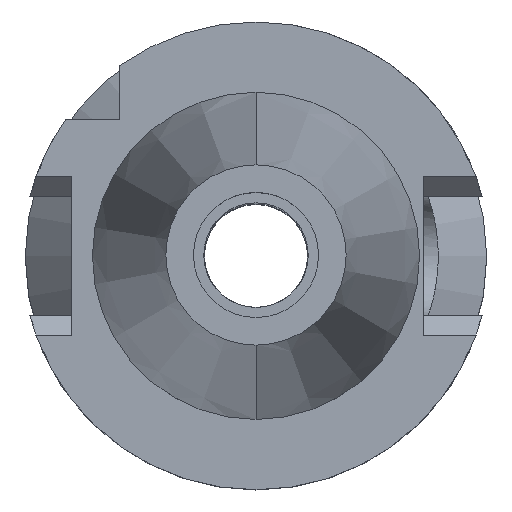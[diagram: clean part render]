
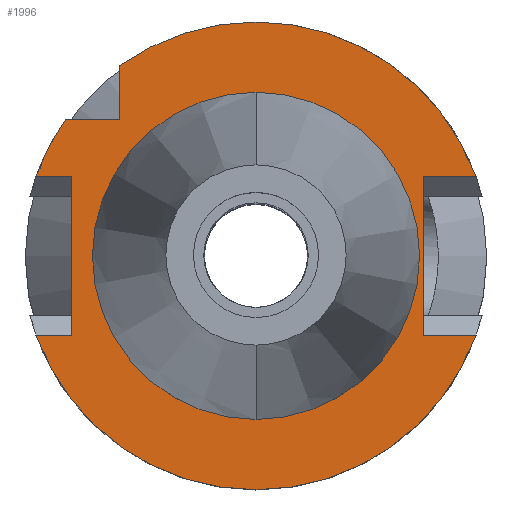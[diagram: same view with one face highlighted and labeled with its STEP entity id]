
A CAD part, top view. The second image highlights one B-rep face of the part: STEP entity #1996.
In plain terms, the highlighted planar face has unit normal (0, 0, 1).
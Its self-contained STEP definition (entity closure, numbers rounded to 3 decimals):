
#108=CARTESIAN_POINT('',(0.,0.,-1.));
#109=DIRECTION('',(0.,0.,-1.));
#110=DIRECTION('',(-0.582,0.813,0.));
#111=AXIS2_PLACEMENT_3D('',#108,#109,#110);
#116=CARTESIAN_POINT('',(0.,0.,-1.));
#117=DIRECTION('',(0.,0.,-1.));
#118=DIRECTION('',(0.,1.,0.));
#119=AXIS2_PLACEMENT_3D('',#116,#117,#118);
#124=DIRECTION('',(0.,-1.,0.));
#125=VECTOR('',#124,21.5);
#126=CARTESIAN_POINT('',(22.7,10.75,-1.));
#127=LINE('',#126,#125);
#131=DIRECTION('',(1.,0.,0.));
#132=VECTOR('',#131,7.201);
#133=CARTESIAN_POINT('',(22.7,-10.75,-1.));
#134=LINE('',#133,#132);
#138=CARTESIAN_POINT('',(0.,0.,-1.));
#139=DIRECTION('',(0.,0.,-1.));
#140=DIRECTION('',(0.941,-0.338,0.));
#141=AXIS2_PLACEMENT_3D('',#138,#139,#140);
#146=CARTESIAN_POINT('',(0.,0.,-1.));
#147=DIRECTION('',(0.,0.,-1.));
#148=DIRECTION('',(0.,-1.,0.));
#149=AXIS2_PLACEMENT_3D('',#146,#147,#148);
#154=DIRECTION('',(-1.,0.,0.));
#155=VECTOR('',#154,4.901);
#156=CARTESIAN_POINT('',(-25.,10.75,-1.));
#157=LINE('',#156,#155);
#161=CARTESIAN_POINT('',(0.,0.,-1.));
#162=DIRECTION('',(0.,0.,-1.));
#163=DIRECTION('',(-0.941,0.338,0.));
#164=AXIS2_PLACEMENT_3D('',#161,#162,#163);
#169=CARTESIAN_POINT('',(0.,0.,-1.));
#170=DIRECTION('',(0.,0.,1.));
#171=DIRECTION('',(0.,-1.,0.));
#172=AXIS2_PLACEMENT_3D('',#169,#170,#171);
#177=CARTESIAN_POINT('',(0.,0.,-1.));
#178=DIRECTION('',(0.,0.,1.));
#179=DIRECTION('',(0.,1.,0.));
#180=AXIS2_PLACEMENT_3D('',#177,#178,#179);
#202=DIRECTION('',(0.,-1.,0.));
#203=VECTOR('',#202,7.334);
#204=CARTESIAN_POINT('',(-18.5,25.834,-1.));
#205=LINE('',#204,#203);
#315=DIRECTION('',(-1.,0.,0.));
#316=VECTOR('',#315,7.334);
#317=CARTESIAN_POINT('',(-18.5,18.5,-1.));
#318=LINE('',#317,#316);
#368=DIRECTION('',(0.,-1.,0.));
#369=VECTOR('',#368,21.5);
#370=CARTESIAN_POINT('',(-25.,10.75,-1.));
#371=LINE('',#370,#369);
#545=DIRECTION('',(-1.,0.,0.));
#546=VECTOR('',#545,4.901);
#547=CARTESIAN_POINT('',(-25.,-10.75,-1.));
#548=LINE('',#547,#546);
#831=DIRECTION('',(1.,0.,0.));
#832=VECTOR('',#831,7.201);
#833=CARTESIAN_POINT('',(22.7,10.75,-1.));
#834=LINE('',#833,#832);
#1609=CARTESIAN_POINT('',(0.,22.225,-1.));
#1610=VERTEX_POINT('',#1609);
#1611=CARTESIAN_POINT('',(0.,-22.225,-1.));
#1612=VERTEX_POINT('',#1611);
#1613=CARTESIAN_POINT('',(-18.5,25.834,-1.));
#1614=CARTESIAN_POINT('',(-18.5,18.5,-1.));
#1615=VERTEX_POINT('',#1613);
#1616=VERTEX_POINT('',#1614);
#1617=CARTESIAN_POINT('',(0.,31.775,-1.));
#1618=CARTESIAN_POINT('',(29.901,10.75,-1.));
#1619=VERTEX_POINT('',#1617);
#1620=VERTEX_POINT('',#1618);
#1621=CARTESIAN_POINT('',(22.7,10.75,-1.));
#1622=VERTEX_POINT('',#1621);
#1623=CARTESIAN_POINT('',(22.7,-10.75,-1.));
#1624=VERTEX_POINT('',#1623);
#1625=CARTESIAN_POINT('',(29.901,-10.75,-1.));
#1626=VERTEX_POINT('',#1625);
#1627=CARTESIAN_POINT('',(0.,-31.775,-1.));
#1628=CARTESIAN_POINT('',(-29.901,-10.75,-1.));
#1629=VERTEX_POINT('',#1627);
#1630=VERTEX_POINT('',#1628);
#1631=CARTESIAN_POINT('',(-25.,-10.75,-1.));
#1632=VERTEX_POINT('',#1631);
#1633=CARTESIAN_POINT('',(-25.,10.75,-1.));
#1634=VERTEX_POINT('',#1633);
#1635=CARTESIAN_POINT('',(-29.901,10.75,-1.));
#1636=VERTEX_POINT('',#1635);
#1637=CARTESIAN_POINT('',(-25.834,18.5,-1.));
#1638=VERTEX_POINT('',#1637);
#1959=CARTESIAN_POINT('',(0.,0.,-1.));
#1960=DIRECTION('',(0.,0.,1.));
#1961=DIRECTION('',(0.,1.,0.));
#1962=AXIS2_PLACEMENT_3D('',#1959,#1960,#1961);
#1963=PLANE('',#1962);
#1965=ORIENTED_EDGE('',*,*,#1964,.F.);
#1967=ORIENTED_EDGE('',*,*,#1966,.T.);
#1969=ORIENTED_EDGE('',*,*,#1968,.T.);
#1971=ORIENTED_EDGE('',*,*,#1970,.F.);
#1973=ORIENTED_EDGE('',*,*,#1972,.T.);
#1975=ORIENTED_EDGE('',*,*,#1974,.T.);
#1977=ORIENTED_EDGE('',*,*,#1976,.T.);
#1979=ORIENTED_EDGE('',*,*,#1978,.T.);
#1981=ORIENTED_EDGE('',*,*,#1980,.F.);
#1983=ORIENTED_EDGE('',*,*,#1982,.F.);
#1985=ORIENTED_EDGE('',*,*,#1984,.T.);
#1987=ORIENTED_EDGE('',*,*,#1986,.T.);
#1989=ORIENTED_EDGE('',*,*,#1988,.F.);
#1990=EDGE_LOOP('',(#1965,#1967,#1969,#1971,#1973,#1975,#1977,#1979,#1981,#1983,
#1985,#1987,#1989));
#1991=FACE_OUTER_BOUND('',#1990,.F.);
#1992=ORIENTED_EDGE('',*,*,#1938,.T.);
#1993=ORIENTED_EDGE('',*,*,#1954,.T.);
#1994=EDGE_LOOP('',(#1992,#1993));
#1995=FACE_BOUND('',#1994,.F.);
#112=CIRCLE('',#111,31.775);
#120=CIRCLE('',#119,31.775);
#142=CIRCLE('',#141,31.775);
#150=CIRCLE('',#149,31.775);
#165=CIRCLE('',#164,31.775);
#173=CIRCLE('',#172,22.225);
#181=CIRCLE('',#180,22.225);
#1938=EDGE_CURVE('',#1612,#1610,#173,.T.);
#1954=EDGE_CURVE('',#1610,#1612,#181,.T.);
#1964=EDGE_CURVE('',#1615,#1616,#205,.T.);
#1966=EDGE_CURVE('',#1615,#1619,#112,.T.);
#1968=EDGE_CURVE('',#1619,#1620,#120,.T.);
#1970=EDGE_CURVE('',#1622,#1620,#834,.T.);
#1972=EDGE_CURVE('',#1622,#1624,#127,.T.);
#1974=EDGE_CURVE('',#1624,#1626,#134,.T.);
#1976=EDGE_CURVE('',#1626,#1629,#142,.T.);
#1978=EDGE_CURVE('',#1629,#1630,#150,.T.);
#1980=EDGE_CURVE('',#1632,#1630,#548,.T.);
#1982=EDGE_CURVE('',#1634,#1632,#371,.T.);
#1984=EDGE_CURVE('',#1634,#1636,#157,.T.);
#1986=EDGE_CURVE('',#1636,#1638,#165,.T.);
#1988=EDGE_CURVE('',#1616,#1638,#318,.T.);
#1996=ADVANCED_FACE('',(#1991,#1995),#1963,.T.);
